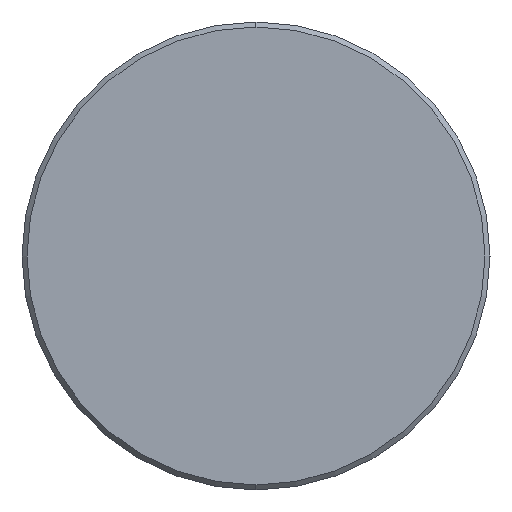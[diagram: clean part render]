
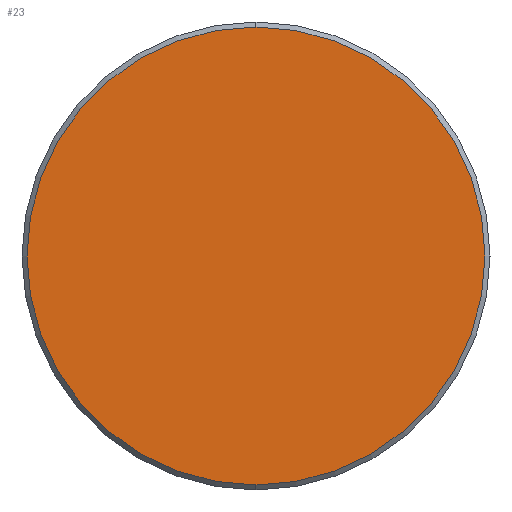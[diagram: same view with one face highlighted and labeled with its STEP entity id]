
A CAD part, left-side view. The second image highlights one B-rep face of the part: STEP entity #23.
In plain terms, the highlighted planar face has unit normal (-1, 0, 0).
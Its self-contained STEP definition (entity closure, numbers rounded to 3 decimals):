
#2 = ORIENTED_EDGE ( 'NONE', *, *, #508, .T. ) ;
#6 = CARTESIAN_POINT ( 'NONE',  ( 0., 0., 0. ) ) ;
#23 = ADVANCED_FACE ( 'NONE', ( #536 ), #437, .F. ) ;
#53 = CARTESIAN_POINT ( 'NONE',  ( 0., 0., 0. ) ) ;
#64 = AXIS2_PLACEMENT_3D ( 'NONE', #6, #67, #454 ) ;
#67 = DIRECTION ( 'NONE',  ( -1., 0., 0. ) ) ;
#89 = EDGE_LOOP ( 'NONE', ( #594, #2 ) ) ;
#104 = CARTESIAN_POINT ( 'NONE',  ( 0., 0., 0. ) ) ;
#145 = CIRCLE ( 'NONE', #64, 13.7 ) ;
#159 = DIRECTION ( 'NONE',  ( 1., 0., 0. ) ) ;
#199 = AXIS2_PLACEMENT_3D ( 'NONE', #104, #159, #216 ) ;
#216 = DIRECTION ( 'NONE',  ( 0., 0., -1. ) ) ;
#264 = VERTEX_POINT ( 'NONE', #514 ) ;
#301 = CARTESIAN_POINT ( 'NONE',  ( 0., 0., -13.7 ) ) ;
#325 = VERTEX_POINT ( 'NONE', #301 ) ;
#437 = PLANE ( 'NONE',  #199 ) ;
#443 = DIRECTION ( 'NONE',  ( 0., 0., 1. ) ) ;
#445 = CIRCLE ( 'NONE', #465, 13.7 ) ;
#454 = DIRECTION ( 'NONE',  ( 0., 0., 1. ) ) ;
#465 = AXIS2_PLACEMENT_3D ( 'NONE', #53, #548, #443 ) ;
#508 = EDGE_CURVE ( 'NONE', #264, #325, #445, .T. ) ;
#514 = CARTESIAN_POINT ( 'NONE',  ( 0., 0., 13.7 ) ) ;
#536 = FACE_OUTER_BOUND ( 'NONE', #89, .T. ) ;
#548 = DIRECTION ( 'NONE',  ( -1., 0., 0. ) ) ;
#594 = ORIENTED_EDGE ( 'NONE', *, *, #607, .T. ) ;
#607 = EDGE_CURVE ( 'NONE', #325, #264, #145, .T. ) ;
